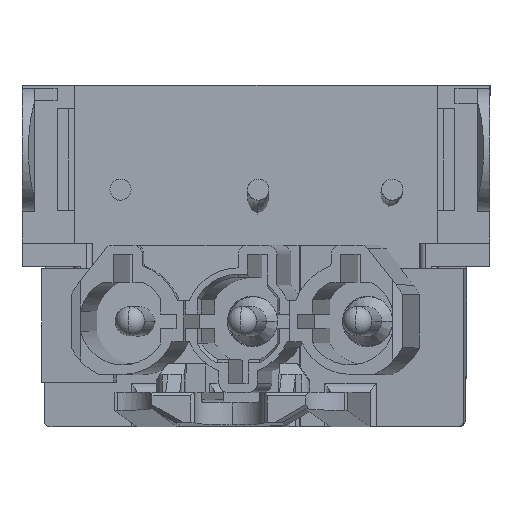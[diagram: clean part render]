
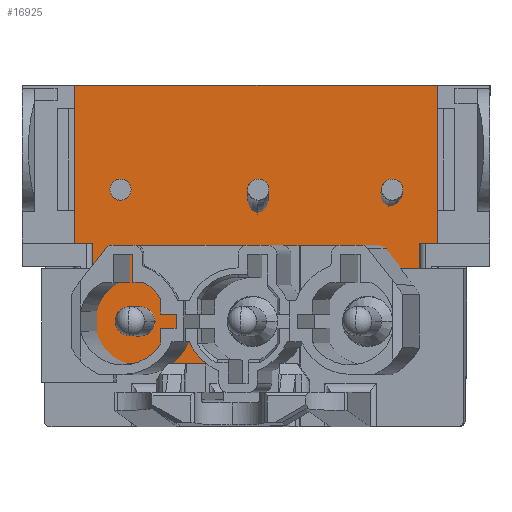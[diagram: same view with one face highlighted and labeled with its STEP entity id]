
A CAD part, top view. The second image highlights one B-rep face of the part: STEP entity #16925.
In plain terms, the highlighted planar face has unit normal (0, 0, 1).
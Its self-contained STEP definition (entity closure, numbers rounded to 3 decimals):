
#32 = DIRECTION ( 'NONE',  ( -1., 0., 0. ) ) ;
#1862 = EDGE_LOOP ( 'NONE', ( #24418, #25934, #27087, #2847, #12276, #22496, #14829, #20527 ) ) ;
#2392 = EDGE_CURVE ( 'NONE', #21384, #12573, #6657, .T. ) ;
#2587 = VECTOR ( 'NONE', #24617, 1000. ) ;
#2713 = DIRECTION ( 'NONE',  ( -1., 0., 0. ) ) ;
#2847 = ORIENTED_EDGE ( 'NONE', *, *, #17741, .T. ) ;
#3345 = CARTESIAN_POINT ( 'NONE',  ( -22.002, 36.548, 29.55 ) ) ;
#3365 = DIRECTION ( 'NONE',  ( 0., -1., 0. ) ) ;
#5211 = LINE ( 'NONE', #21881, #26953 ) ;
#5220 = DIRECTION ( 'NONE',  ( 1., 0., 0. ) ) ;
#5435 = DIRECTION ( 'NONE',  ( 0., -1., 0. ) ) ;
#5549 = EDGE_CURVE ( 'NONE', #13532, #25825, #21316, .T. ) ;
#6153 = CARTESIAN_POINT ( 'NONE',  ( -22.002, 5.155, 29.55 ) ) ;
#6506 = CARTESIAN_POINT ( 'NONE',  ( -22.002, 36.548, 29.55 ) ) ;
#6657 = LINE ( 'NONE', #25926, #22822 ) ;
#8017 = LINE ( 'NONE', #6153, #24222 ) ;
#8132 = DIRECTION ( 'NONE',  ( 0., 1., 0. ) ) ;
#8472 = CARTESIAN_POINT ( 'NONE',  ( 7.498, -8.345, 29.55 ) ) ;
#8589 = VECTOR ( 'NONE', #8132, 1000. ) ;
#8728 = LINE ( 'NONE', #22476, #2587 ) ;
#8983 = CARTESIAN_POINT ( 'NONE',  ( 8.998, 5.155, 29.55 ) ) ;
#9420 = CARTESIAN_POINT ( 'NONE',  ( -22.002, 5.155, 29.55 ) ) ;
#11776 = LINE ( 'NONE', #15926, #17416 ) ;
#12276 = ORIENTED_EDGE ( 'NONE', *, *, #5549, .T. ) ;
#12573 = VERTEX_POINT ( 'NONE', #26082 ) ;
#12840 = VERTEX_POINT ( 'NONE', #21958 ) ;
#13114 = CARTESIAN_POINT ( 'NONE',  ( -22.002, -18.645, 29.55 ) ) ;
#13242 = DIRECTION ( 'NONE',  ( 0., -1., 0. ) ) ;
#13532 = VERTEX_POINT ( 'NONE', #9420 ) ;
#13742 = CARTESIAN_POINT ( 'NONE',  ( 7.498, -18.645, 29.55 ) ) ;
#14829 = ORIENTED_EDGE ( 'NONE', *, *, #19363, .F. ) ;
#15682 = CARTESIAN_POINT ( 'NONE',  ( -22.002, -8.345, 29.55 ) ) ;
#15711 = VECTOR ( 'NONE', #23288, 1000. ) ;
#15926 = CARTESIAN_POINT ( 'NONE',  ( 7.498, -13.65, 29.55 ) ) ;
#16502 = VECTOR ( 'NONE', #2713, 1000. ) ;
#16531 = EDGE_CURVE ( 'NONE', #25538, #12573, #8728, .T. ) ;
#16925 = ADVANCED_FACE ( 'NONE', ( #24928 ), #24245, .T. ) ;
#17416 = VECTOR ( 'NONE', #3365, 1000. ) ;
#17741 = EDGE_CURVE ( 'NONE', #21384, #13532, #8017, .T. ) ;
#18037 = DIRECTION ( 'NONE',  ( 0., 0., 1. ) ) ;
#19363 = EDGE_CURVE ( 'NONE', #22241, #12840, #21161, .T. ) ;
#20454 = VERTEX_POINT ( 'NONE', #13742 ) ;
#20527 = ORIENTED_EDGE ( 'NONE', *, *, #23894, .F. ) ;
#21161 = LINE ( 'NONE', #25043, #8589 ) ;
#21316 = LINE ( 'NONE', #6506, #15711 ) ;
#21330 = AXIS2_PLACEMENT_3D ( 'NONE', #3345, #18037, #5435 ) ;
#21384 = VERTEX_POINT ( 'NONE', #8983 ) ;
#21881 = CARTESIAN_POINT ( 'NONE',  ( -20.502, -8.345, 29.55 ) ) ;
#21958 = CARTESIAN_POINT ( 'NONE',  ( -20.502, -8.345, 29.55 ) ) ;
#22241 = VERTEX_POINT ( 'NONE', #25160 ) ;
#22476 = CARTESIAN_POINT ( 'NONE',  ( 13.498, -8.345, 29.55 ) ) ;
#22496 = ORIENTED_EDGE ( 'NONE', *, *, #27147, .T. ) ;
#22822 = VECTOR ( 'NONE', #13242, 1000. ) ;
#23288 = DIRECTION ( 'NONE',  ( 0., -1., 0. ) ) ;
#23894 = EDGE_CURVE ( 'NONE', #20454, #22241, #27071, .T. ) ;
#24222 = VECTOR ( 'NONE', #32, 1000. ) ;
#24245 = PLANE ( 'NONE',  #21330 ) ;
#24418 = ORIENTED_EDGE ( 'NONE', *, *, #24710, .F. ) ;
#24617 = DIRECTION ( 'NONE',  ( 1., 0., 0. ) ) ;
#24710 = EDGE_CURVE ( 'NONE', #25538, #20454, #11776, .T. ) ;
#24928 = FACE_OUTER_BOUND ( 'NONE', #1862, .T. ) ;
#25043 = CARTESIAN_POINT ( 'NONE',  ( -20.502, -6.589, 29.55 ) ) ;
#25160 = CARTESIAN_POINT ( 'NONE',  ( -20.502, -18.645, 29.55 ) ) ;
#25538 = VERTEX_POINT ( 'NONE', #8472 ) ;
#25825 = VERTEX_POINT ( 'NONE', #15682 ) ;
#25926 = CARTESIAN_POINT ( 'NONE',  ( 8.998, 36.548, 29.55 ) ) ;
#25934 = ORIENTED_EDGE ( 'NONE', *, *, #16531, .T. ) ;
#26082 = CARTESIAN_POINT ( 'NONE',  ( 8.998, -8.345, 29.55 ) ) ;
#26953 = VECTOR ( 'NONE', #5220, 1000. ) ;
#27071 = LINE ( 'NONE', #13114, #16502 ) ;
#27087 = ORIENTED_EDGE ( 'NONE', *, *, #2392, .F. ) ;
#27147 = EDGE_CURVE ( 'NONE', #25825, #12840, #5211, .T. ) ;
